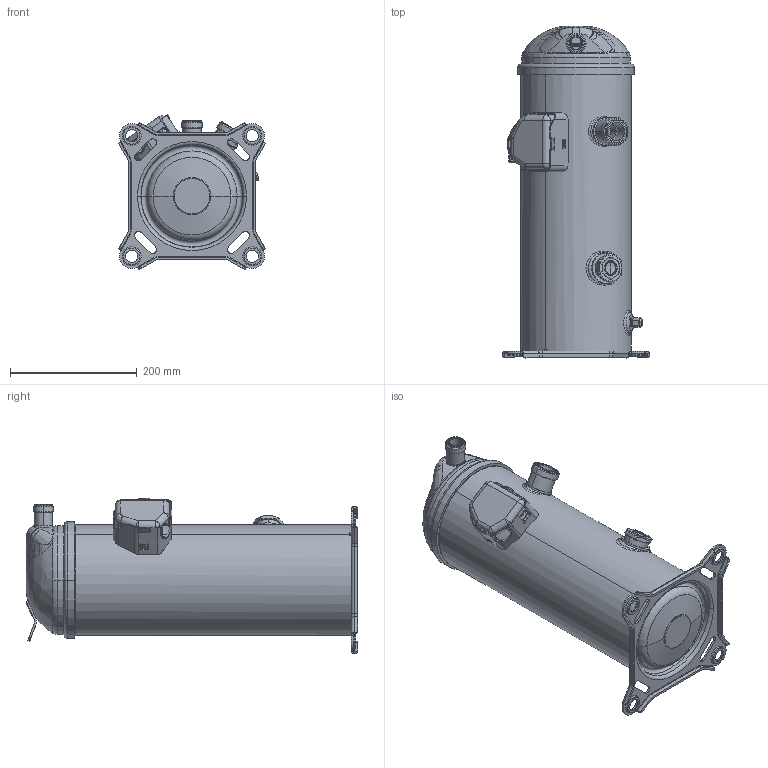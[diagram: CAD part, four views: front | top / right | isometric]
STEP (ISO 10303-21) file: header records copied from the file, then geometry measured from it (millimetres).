
FILE_DESCRIPTION((''),'2;1');
FILE_NAME('0SR6307B_ASM','2013-07-11T',('u266557'),('DANFOSS COMMERCIAL COMPRESSOR'),'PRO/ENGINEER BY PARAMETRIC TECHNOLOGY CORPORATION, 2010140','PRO/ENGINEER BY PARAMETRIC TECHNOLOGY CORPORATION, 2010140','');
FILE_SCHEMA(('CONFIG_CONTROL_DESIGN'));
Length unit declared in the file: millimetre
Products named in the file (37): 6SR7138B; 1SR7320B; 3SR5783B_V_PT07; 3SR5783B_V_PT01; 3SR5783B_V_PT02A; 3SR5783B_V_PT02B; 3SR5783B_V_PT03; 3SR5783B_V_PT08; 3SR5783B_V_ASM; 6SR7139B_FENCE_NO_WELD_NUBS; 6SR5781D; 2SR7195B; 2SR7194B; 2SR7163B; 1SR6321B_ASM; 6SR5918B_USHELL_COML; 1SR7120B; 2SC5084C; 2SC5091C; REINFORCE_PIN; VALVE_PLATE_REED_FORMED_7; 1SC5838B_ASM; 2SC5093D; 1SC4806B_ASM; 1SR6118B_ASM; 2SC5028C; 2SR7165B; 1SR6096B_ASM; 3SR5785B; TBLOCK_THREAD_INSERT; 3SR5785B_TBLOCK_ASM; 8SR5590C_TSCREW; 7SR5775D; 2SR7197B; OBSOLETE_2SR7183B; 2SR7198B; 0SR6307B_ASM
Assembly tree (46 placements, depth 6):
  0SR6307B_ASM
    6SR7138B
    1SR6321B_ASM
      1SR7320B
      3SR5783B_V_ASM
        3SR5783B_V_PT07
        3SR5783B_V_PT01  x3
        3SR5783B_V_PT02A
        3SR5783B_V_PT02B
        3SR5783B_V_PT03  x3
        3SR5783B_V_PT08  x3
      6SR7139B_FENCE_NO_WELD_NUBS
      6SR5781D
      2SR7195B
      2SR7194B
      2SR7163B
    1SR6096B_ASM
      6SR5918B_USHELL_COML
      1SR6118B_ASM
        1SR7120B
        2SC5084C
        1SC4806B_ASM
          2SC5091C
          1SC5838B_ASM
            REINFORCE_PIN
            VALVE_PLATE_REED_FORMED_7
          2SC5093D
      2SC5028C
      2SR7165B
    3SR5785B_TBLOCK_ASM
      3SR5785B
      TBLOCK_THREAD_INSERT  x3
    8SR5590C_TSCREW  x3
    7SR5775D
    2SR7197B
    OBSOLETE_2SR7183B
    2SR7198B
Bounding box: 231.9 x 523.97 x 244.8 mm (x, y, z)
Volume: 1436327.2 mm3; surface area: 892057.7 mm2
Topology: 43 solids, 43 shells, 2562 faces, 6563 edges, 4164 vertices
Faces by surface type: plane 1223, cylinder 720, torus 224, bspline 179, cone 171, sphere 44, extrusion 1
Entity records: 94221 total; most frequent: CARTESIAN_POINT 38717, ORIENTED_EDGE 11554, DIRECTION 11343, EDGE_CURVE 5777, AXIS2_PLACEMENT_3D 3982, VERTEX_POINT 3678, VECTOR 3379, LINE 3378
